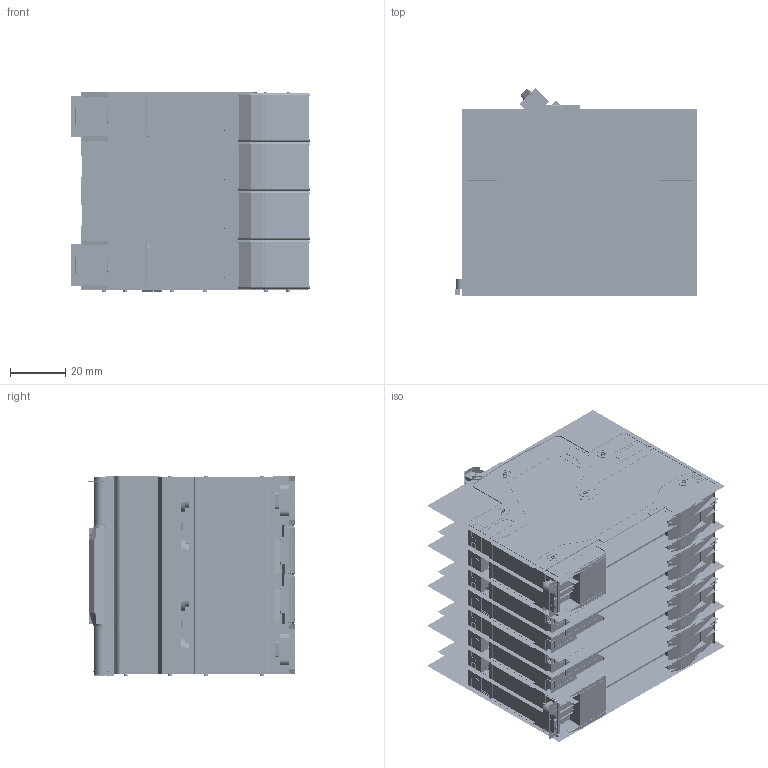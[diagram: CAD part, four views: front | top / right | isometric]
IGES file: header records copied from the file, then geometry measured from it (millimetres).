
Start section:  PTC IGES file: NB1-63DC-4p.igs
Global section: file name: NB1-63DC-4p.igs; native system: Pro/ENGINEER by Parametric Technology Corporation; preprocessor: 2009460; author: tubing; organization: Unknown; date: 20170408.092119; units: millimetre
Bounding box: 87.75 x 75.4 x 72.94 mm (x, y, z)
Surface area: 5156827.1 mm2 (no closed solid volume)
Topology: 0 solids, 0 shells, 19048 faces, 341526 edges, 436326 vertices
Faces by surface type: bspline 14320, revolution 4440, extrusion 288
